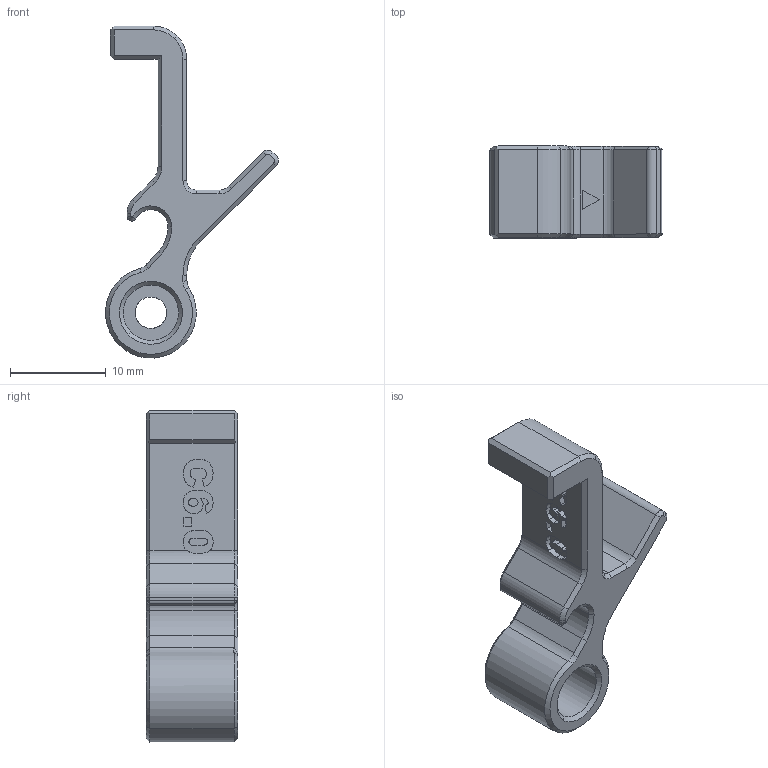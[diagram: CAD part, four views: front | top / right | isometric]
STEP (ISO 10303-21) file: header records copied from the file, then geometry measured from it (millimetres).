
FILE_DESCRIPTION(('STEP AP214'),'1');
FILE_NAME('(a)_Latch_xN.stp','2024-04-15T15:46:31',(' '),(' '),'Spatial InterOp 3D',' ',' ');
FILE_SCHEMA(('AUTOMOTIVE_DESIGN { 1 0 10303 214 1 1 1 1 }'));
Length unit declared in the file: metre
Products named in the file (1): Latch_xN
Bounding box: 18.07 x 9.6 x 34.74 mm (x, y, z)
Volume: 1693.3 mm3; surface area: 1620.6 mm2
Topology: 1 solids, 1 shells, 209 faces, 549 edges, 347 vertices
Faces by surface type: plane 73, bspline 68, cone 41, cylinder 27
Entity records: 8165 total; most frequent: CARTESIAN_POINT 3427, ORIENTED_EDGE 1094, DIRECTION 788, EDGE_CURVE 547, VERTEX_POINT 347, LINE 282, VECTOR 282, AXIS2_PLACEMENT_3D 253
